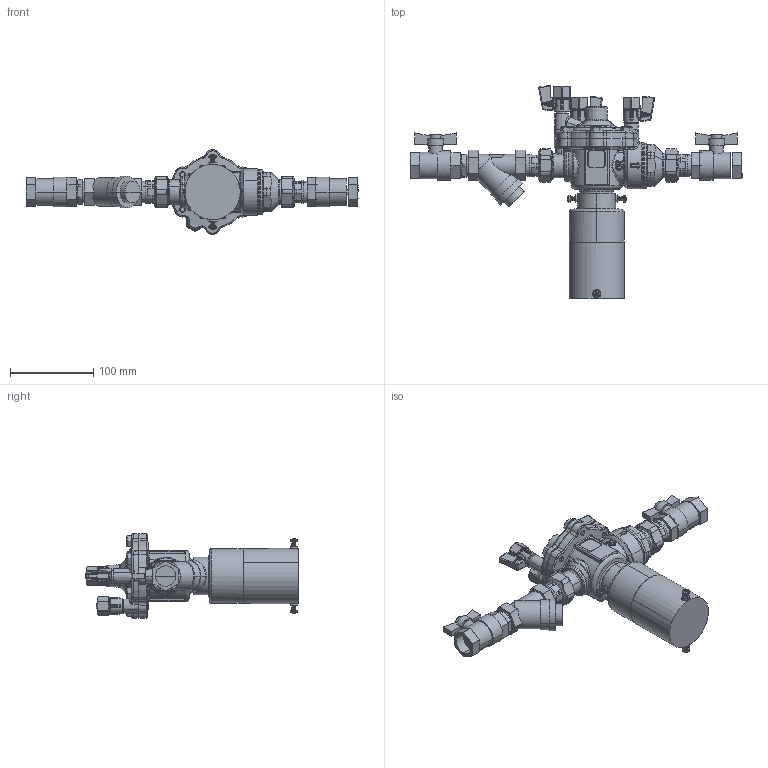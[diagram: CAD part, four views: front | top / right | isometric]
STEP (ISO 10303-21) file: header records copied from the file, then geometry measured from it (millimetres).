
FILE_DESCRIPTION(('CATIA V5 STEP Exchange','CAx-IF Rec.Pracs.--- Model Styling and Organization---1.5--- 2016-08-15','CAx-IF Rec.Pracs.---Supplemental Geometry---1.0---2011-11-01','CAx-IF Rec.Pracs.--- Composite Materials ---3.4---2017-06-13','CAx-IF Rec.Pracs.---Tessellated 3D Geometry---1.0---2015-12-17'),'2;1');
FILE_NAME('STEP_570005_-_TST.stp','2024-12-10T09:48:56+00:00',('none'),('none'),'CATIA Version 5-6 Release 2020 SP5','CATIA V5 STEP AP242 v2','none');
FILE_SCHEMA(('AP242_MANAGED_MODEL_BASED_3D_ENGINEERING_MIM_LF {1 0 10303 442 1 1 4}'));
Length unit declared in the file: millimetre
Products named in the file (1): 570005 - TST
Bounding box: 398.48 x 255.31 x 101.78 mm (x, y, z)
Volume: 1150162.2 mm3; surface area: 153729.2 mm2
Topology: 3 solids, 6 shells, 3190 faces, 7772 edges, 4478 vertices
Faces by surface type: bspline 1472, plane 535, cylinder 466, cone 355, sphere 226, torus 136
Entity records: 154451 total; most frequent: CARTESIAN_POINT 97076, ORIENTED_EDGE 15192, EDGE_CURVE 7596, DIRECTION 5255, B_SPLINE_CURVE_WITH_KNOTS 4634, VERTEX_POINT 4478, EDGE_LOOP 3264, ADVANCED_FACE 3190
